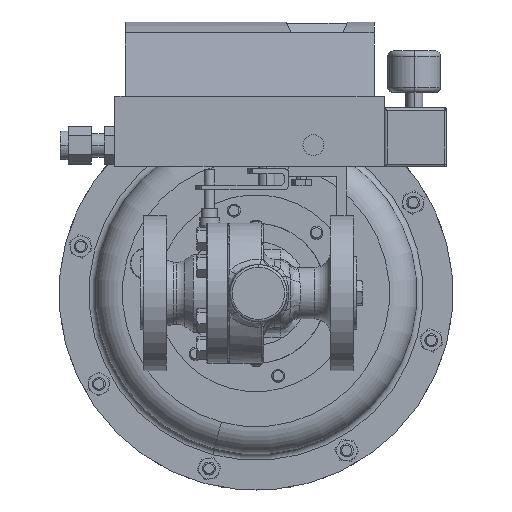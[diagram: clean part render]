
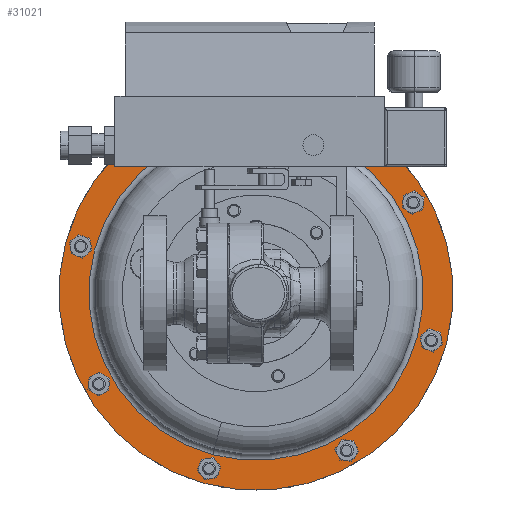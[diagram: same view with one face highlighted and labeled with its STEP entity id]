
A CAD part, front view. The second image highlights one B-rep face of the part: STEP entity #31021.
In plain terms, the highlighted planar face has unit normal (0, -1, 0).
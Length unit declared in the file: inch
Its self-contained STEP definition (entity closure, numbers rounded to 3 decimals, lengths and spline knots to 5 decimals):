
#1929 = VERTEX_POINT ( 'NONE', #24907 ) ;
#2406 = ORIENTED_EDGE ( 'NONE', *, *, #20966, .F. ) ;
#2779 = CARTESIAN_POINT ( 'NONE',  ( 1.90713, 11.77637, 8.13281 ) ) ;
#3282 = FACE_OUTER_BOUND ( 'NONE', #11680, .T. ) ;
#3538 = DIRECTION ( 'NONE',  ( 0.259, 0., 0.966 ) ) ;
#5876 = EDGE_CURVE ( 'NONE', #24686, #31851, #19785, .T. ) ;
#7440 = EDGE_CURVE ( 'NONE', #9397, #1929, #29740, .T. ) ;
#8371 = CARTESIAN_POINT ( 'NONE',  ( 0.86435, 11.77637, 4.24109 ) ) ;
#9241 = DIRECTION ( 'NONE',  ( 0., 1., 0. ) ) ;
#9397 = VERTEX_POINT ( 'NONE', #16528 ) ;
#9740 = AXIS2_PLACEMENT_3D ( 'NONE', #8371, #26486, #10957 ) ;
#9900 = CARTESIAN_POINT ( 'NONE',  ( 0.86435, 11.77637, 4.24109 ) ) ;
#10957 = DIRECTION ( 'NONE',  ( -0.259, 0., -0.966 ) ) ;
#11680 = EDGE_LOOP ( 'NONE', ( #2406, #31953 ) ) ;
#12443 = DIRECTION ( 'NONE',  ( -0.259, 0., -0.966 ) ) ;
#15398 = DIRECTION ( 'NONE',  ( 0., 1., 0. ) ) ;
#15941 = AXIS2_PLACEMENT_3D ( 'NONE', #9900, #27992, #12443 ) ;
#16159 = AXIS2_PLACEMENT_3D ( 'NONE', #30896, #15398, #33467 ) ;
#16363 = EDGE_LOOP ( 'NONE', ( #31178, #22324 ) ) ;
#16514 = PLANE ( 'NONE',  #26490 ) ;
#16528 = CARTESIAN_POINT ( 'NONE',  ( 2.09374, 11.77637, 8.82924 ) ) ;
#17093 = FACE_BOUND ( 'NONE', #16363, .T. ) ;
#19095 = DIRECTION ( 'NONE',  ( 0., -1., 0. ) ) ;
#19785 = CIRCLE ( 'NONE', #15941, 4.029 ) ;
#20953 = CIRCLE ( 'NONE', #16159, 4.75 ) ;
#20966 = EDGE_CURVE ( 'NONE', #1929, #9397, #20953, .T. ) ;
#21378 = AXIS2_PLACEMENT_3D ( 'NONE', #24752, #9241, #27355 ) ;
#22324 = ORIENTED_EDGE ( 'NONE', *, *, #5876, .T. ) ;
#24243 = CARTESIAN_POINT ( 'NONE',  ( -3.7238, 11.77637, 5.47049 ) ) ;
#24686 = VERTEX_POINT ( 'NONE', #2779 ) ;
#24752 = CARTESIAN_POINT ( 'NONE',  ( 0.86435, 11.77637, 4.24109 ) ) ;
#24907 = CARTESIAN_POINT ( 'NONE',  ( -0.36504, 11.77637, -0.34705 ) ) ;
#26486 = DIRECTION ( 'NONE',  ( 0., 1., 0. ) ) ;
#26490 = AXIS2_PLACEMENT_3D ( 'NONE', #24243, #19095, #3538 ) ;
#27355 = DIRECTION ( 'NONE',  ( -0.259, 0., -0.966 ) ) ;
#27733 = CIRCLE ( 'NONE', #9740, 4.029 ) ;
#27992 = DIRECTION ( 'NONE',  ( 0., 1., 0. ) ) ;
#28271 = EDGE_CURVE ( 'NONE', #31851, #24686, #27733, .T. ) ;
#28780 = CARTESIAN_POINT ( 'NONE',  ( -0.17843, 11.77637, 0.34938 ) ) ;
#29740 = CIRCLE ( 'NONE', #21378, 4.75 ) ;
#30896 = CARTESIAN_POINT ( 'NONE',  ( 0.86435, 11.77637, 4.24109 ) ) ;
#31021 = ADVANCED_FACE ( 'NONE', ( #17093, #3282 ), #16514, .T. ) ;
#31178 = ORIENTED_EDGE ( 'NONE', *, *, #28271, .T. ) ;
#31851 = VERTEX_POINT ( 'NONE', #28780 ) ;
#31953 = ORIENTED_EDGE ( 'NONE', *, *, #7440, .F. ) ;
#33467 = DIRECTION ( 'NONE',  ( -0.259, 0., -0.966 ) ) ;
